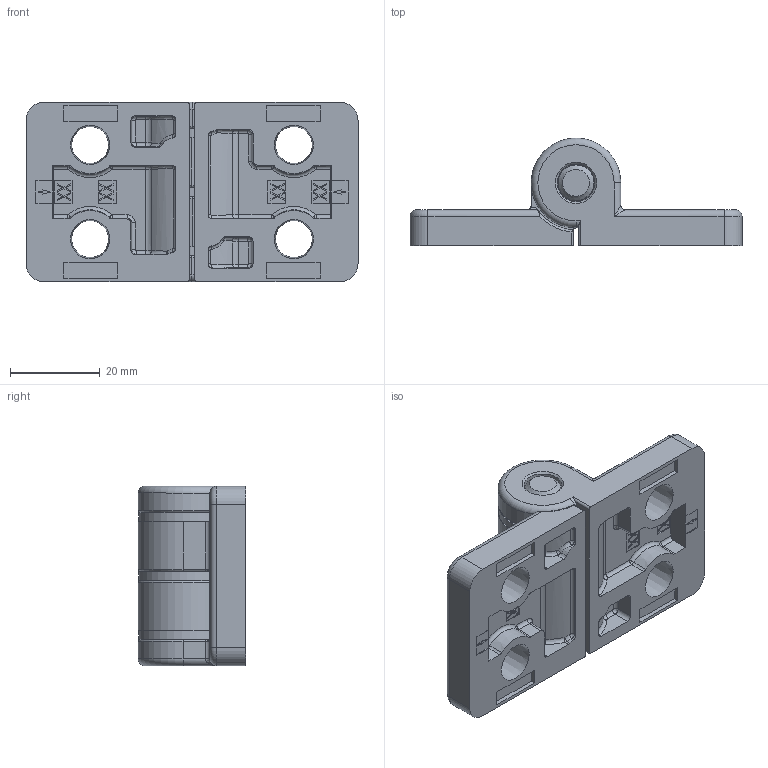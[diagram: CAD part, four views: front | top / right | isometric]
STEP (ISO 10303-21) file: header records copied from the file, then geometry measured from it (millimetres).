
FILE_DESCRIPTION (( 'STEP AP214' ), '1' );
FILE_NAME ('095Z4545F00S.STEP', '2014-12-08T10:38:20', ( 'Admin' ), ( 'Hewlett-Packard Company' ), 'SwSTEP 2.0', 'SolidWorks 2014', '' );
FILE_SCHEMA (( 'AUTOMOTIVE_DESIGN' ));
Length unit declared in the file: millimetre
Products named in the file (4): 095z-01_095z.01; 095z-02_095Z.02; 095Z4545F00S; 095z40_095 z 40 f00 r
Assembly tree (6 placements, depth 2):
  095Z4545F00S
    095z40_095 z 40 f00 r  x2
    095z-02_095Z.02  x3
    095z-01_095z.01
Bounding box: 74 x 24 x 40 mm (x, y, z)
Volume: 28249.9 mm3; surface area: 16528.8 mm2
Topology: 6 solids, 6 shells, 443 faces, 1117 edges, 702 vertices
Faces by surface type: plane 230, cylinder 96, bspline 70, torus 27, cone 20
Full cylindrical faces by diameter (mm): 7.9 x3, 8 x4, 19.7 x3
Entity records: 7294 total; most frequent: CARTESIAN_POINT 2097, ORIENTED_EDGE 1082, DIRECTION 955, EDGE_CURVE 541, VERTEX_POINT 349, VECTOR 333, LINE 333, AXIS2_PLACEMENT_3D 311
